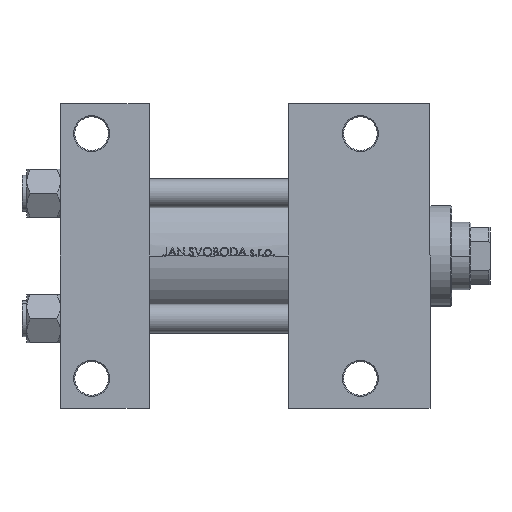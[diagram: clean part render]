
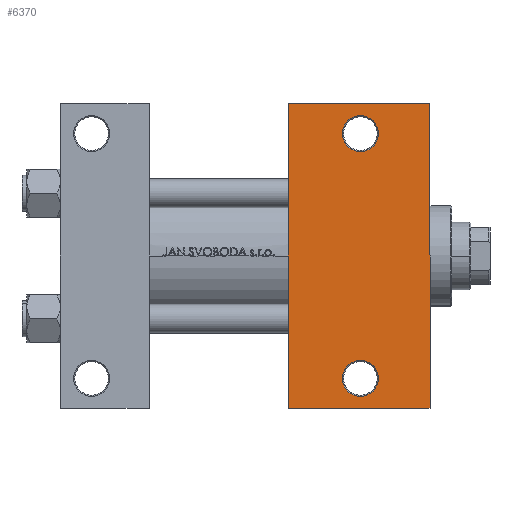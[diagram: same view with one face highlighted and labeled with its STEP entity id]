
A CAD part, front view. The second image highlights one B-rep face of the part: STEP entity #6370.
In plain terms, the highlighted face is planar.
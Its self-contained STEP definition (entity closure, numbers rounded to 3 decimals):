
#138 = EDGE_LOOP ( 'NONE', ( #45905, #1436 ) ) ;
#1436 = ORIENTED_EDGE ( 'NONE', *, *, #6525, .T. ) ;
#1507 = AXIS2_PLACEMENT_3D ( 'NONE', #15902, #16640, #35266 ) ;
#2147 = ORIENTED_EDGE ( 'NONE', *, *, #25698, .T. ) ;
#2780 = DIRECTION ( 'NONE',  ( 1., 0., 0. ) ) ;
#3010 = CARTESIAN_POINT ( 'NONE',  ( 95., 63.5, -37.5 ) ) ;
#3171 = DIRECTION ( 'NONE',  ( 0., 0., 1. ) ) ;
#3236 = FACE_BOUND ( 'NONE', #45237, .T. ) ;
#3452 = ORIENTED_EDGE ( 'NONE', *, *, #15849, .T. ) ;
#3540 = EDGE_CURVE ( 'NONE', #16419, #5978, #21266, .T. ) ;
#3789 = EDGE_CURVE ( 'NONE', #21185, #27481, #41103, .T. ) ;
#4210 = CARTESIAN_POINT ( 'NONE',  ( 95., 37.5, -37.5 ) ) ;
#4382 = ORIENTED_EDGE ( 'NONE', *, *, #36022, .T. ) ;
#5978 = VERTEX_POINT ( 'NONE', #7280 ) ;
#6370 = ADVANCED_FACE ( 'NONE', ( #18652, #3236, #7961 ), #34038, .T. ) ;
#6525 = EDGE_CURVE ( 'NONE', #25766, #15076, #17370, .T. ) ;
#6852 = CARTESIAN_POINT ( 'NONE',  ( 154., 37.5, -37.5 ) ) ;
#6926 = DIRECTION ( 'NONE',  ( -1., 0., 0. ) ) ;
#7280 = CARTESIAN_POINT ( 'NONE',  ( 132.5, -51., -37.5 ) ) ;
#7480 = CARTESIAN_POINT ( 'NONE',  ( 95., -63.5, -37.5 ) ) ;
#7716 = DIRECTION ( 'NONE',  ( 0., 0., -1. ) ) ;
#7842 = CARTESIAN_POINT ( 'NONE',  ( 154., -63.5, -37.5 ) ) ;
#7961 = FACE_OUTER_BOUND ( 'NONE', #22830, .T. ) ;
#8703 = CARTESIAN_POINT ( 'NONE',  ( 154., 63.5, -37.5 ) ) ;
#9025 = CARTESIAN_POINT ( 'NONE',  ( 95., 63.5, -37.5 ) ) ;
#9358 = VECTOR ( 'NONE', #48840, 1000. ) ;
#10160 = LINE ( 'NONE', #48665, #44630 ) ;
#11215 = LINE ( 'NONE', #3010, #37383 ) ;
#13421 = CARTESIAN_POINT ( 'NONE',  ( 125., 51., -37.5 ) ) ;
#13456 = CIRCLE ( 'NONE', #43597, 7.5 ) ;
#14976 = AXIS2_PLACEMENT_3D ( 'NONE', #41729, #7716, #18405 ) ;
#15076 = VERTEX_POINT ( 'NONE', #20797 ) ;
#15588 = CARTESIAN_POINT ( 'NONE',  ( 125., -51., -37.5 ) ) ;
#15849 = EDGE_CURVE ( 'NONE', #22707, #21185, #11215, .T. ) ;
#15902 = CARTESIAN_POINT ( 'NONE',  ( 125., 51., -37.5 ) ) ;
#16419 = VERTEX_POINT ( 'NONE', #26986 ) ;
#16640 = DIRECTION ( 'NONE',  ( 0., 0., 1. ) ) ;
#17370 = CIRCLE ( 'NONE', #1507, 7.5 ) ;
#17898 = VECTOR ( 'NONE', #23101, 1000. ) ;
#18011 = CARTESIAN_POINT ( 'NONE',  ( 132.5, 51., -37.5 ) ) ;
#18405 = DIRECTION ( 'NONE',  ( -1., 0., 0. ) ) ;
#18588 = DIRECTION ( 'NONE',  ( -1., 0., 0. ) ) ;
#18652 = FACE_BOUND ( 'NONE', #138, .T. ) ;
#20655 = DIRECTION ( 'NONE',  ( -1., 0., 0. ) ) ;
#20797 = CARTESIAN_POINT ( 'NONE',  ( 117.5, 51., -37.5 ) ) ;
#21185 = VERTEX_POINT ( 'NONE', #8703 ) ;
#21266 = CIRCLE ( 'NONE', #37894, 7.5 ) ;
#22707 = VERTEX_POINT ( 'NONE', #9025 ) ;
#22830 = EDGE_LOOP ( 'NONE', ( #40284, #3452, #44701, #4382 ) ) ;
#23101 = DIRECTION ( 'NONE',  ( 0., -1., 0. ) ) ;
#24181 = CIRCLE ( 'NONE', #32888, 7.5 ) ;
#24382 = DIRECTION ( 'NONE',  ( 0., 0., 1. ) ) ;
#25212 = DIRECTION ( 'NONE',  ( 0., 0., 1. ) ) ;
#25698 = EDGE_CURVE ( 'NONE', #5978, #16419, #13456, .T. ) ;
#25766 = VERTEX_POINT ( 'NONE', #18011 ) ;
#26986 = CARTESIAN_POINT ( 'NONE',  ( 117.5, -51., -37.5 ) ) ;
#27481 = VERTEX_POINT ( 'NONE', #7842 ) ;
#28445 = DIRECTION ( 'NONE',  ( -1., 0., 0. ) ) ;
#32888 = AXIS2_PLACEMENT_3D ( 'NONE', #13421, #24382, #20655 ) ;
#34038 = PLANE ( 'NONE',  #14976 ) ;
#35266 = DIRECTION ( 'NONE',  ( -1., 0., 0. ) ) ;
#35726 = VERTEX_POINT ( 'NONE', #7480 ) ;
#36022 = EDGE_CURVE ( 'NONE', #27481, #35726, #10160, .T. ) ;
#36146 = ORIENTED_EDGE ( 'NONE', *, *, #3540, .T. ) ;
#37245 = LINE ( 'NONE', #4210, #17898 ) ;
#37383 = VECTOR ( 'NONE', #2780, 1000. ) ;
#37894 = AXIS2_PLACEMENT_3D ( 'NONE', #15588, #3171, #18588 ) ;
#39871 = CARTESIAN_POINT ( 'NONE',  ( 125., -51., -37.5 ) ) ;
#40284 = ORIENTED_EDGE ( 'NONE', *, *, #47086, .F. ) ;
#41103 = LINE ( 'NONE', #6852, #9358 ) ;
#41729 = CARTESIAN_POINT ( 'NONE',  ( 154., 37.5, -37.5 ) ) ;
#43597 = AXIS2_PLACEMENT_3D ( 'NONE', #39871, #25212, #28445 ) ;
#44630 = VECTOR ( 'NONE', #6926, 1000. ) ;
#44657 = EDGE_CURVE ( 'NONE', #15076, #25766, #24181, .T. ) ;
#44701 = ORIENTED_EDGE ( 'NONE', *, *, #3789, .T. ) ;
#45237 = EDGE_LOOP ( 'NONE', ( #36146, #2147 ) ) ;
#45905 = ORIENTED_EDGE ( 'NONE', *, *, #44657, .T. ) ;
#47086 = EDGE_CURVE ( 'NONE', #22707, #35726, #37245, .T. ) ;
#48665 = CARTESIAN_POINT ( 'NONE',  ( 95., -63.5, -37.5 ) ) ;
#48840 = DIRECTION ( 'NONE',  ( 0., -1., 0. ) ) ;
